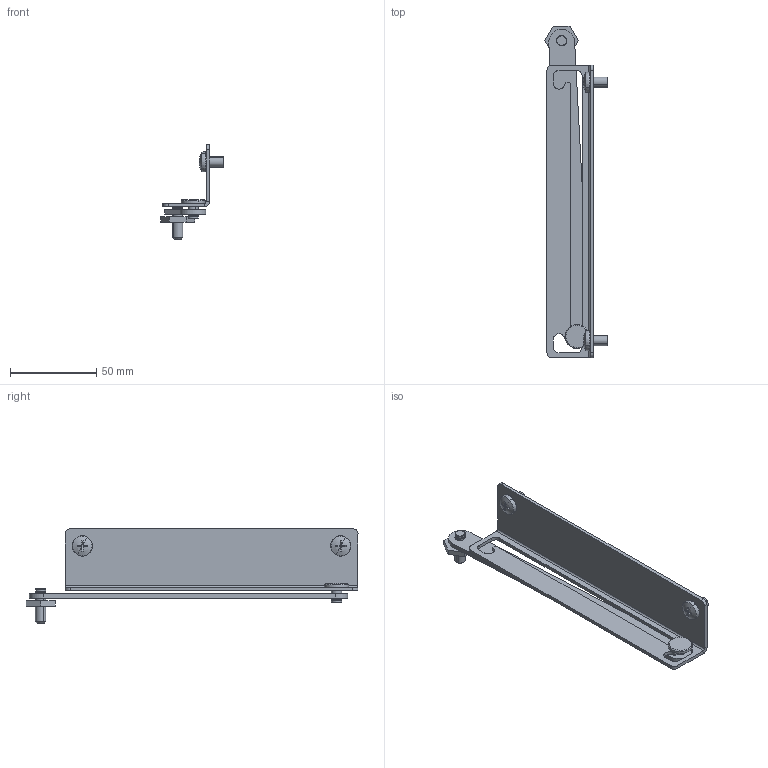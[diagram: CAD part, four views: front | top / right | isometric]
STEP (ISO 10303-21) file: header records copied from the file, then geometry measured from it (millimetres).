
FILE_DESCRIPTION(('CATIA V5 STEP Exchange'),'2;1');
FILE_NAME('EV0005.stp','2014-09-11T09:35:45+00:00',('none'),('none'),'CATIA Version 5 Release 20 SP 6 (IN-10)','CATIA V5 STEP AP203','none');
FILE_SCHEMA(('CONFIG_CONTROL_DESIGN'));
Length unit declared in the file: millimetre
Products named in the file (1): Assieme_blocco_antichiusura_porta
Assembly tree (6 placements, depth 2):
  Assieme_blocco_antichiusura_porta
    #58
    #1475
    #1868
    #2276
    #2963  x2
Bounding box: 36.32 x 192.71 x 54.9 mm (x, y, z)
Volume: 27065.3 mm3; surface area: 28378.6 mm2
Topology: 6 solids, 6 shells, 156 faces, 350 edges, 216 vertices
Faces by surface type: plane 76, cylinder 52, cone 12, torus 8, sphere 4, revolution 4
Entity records: 3814 total; most frequent: CARTESIAN_POINT 932, ORIENTED_EDGE 580, DIRECTION 497, EDGE_CURVE 290, AXIS2_PLACEMENT_3D 222, VERTEX_POINT 182, VECTOR 156, LINE 156
